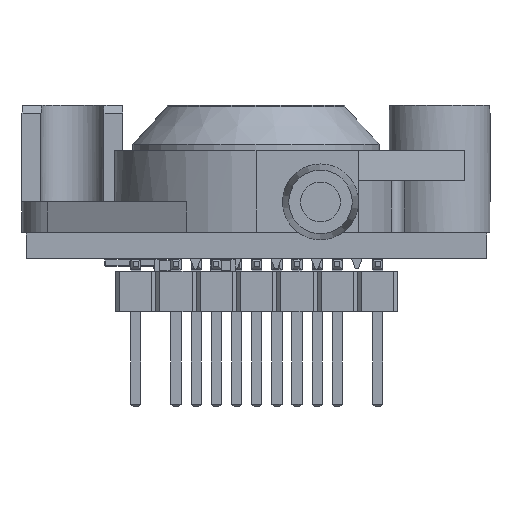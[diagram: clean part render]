
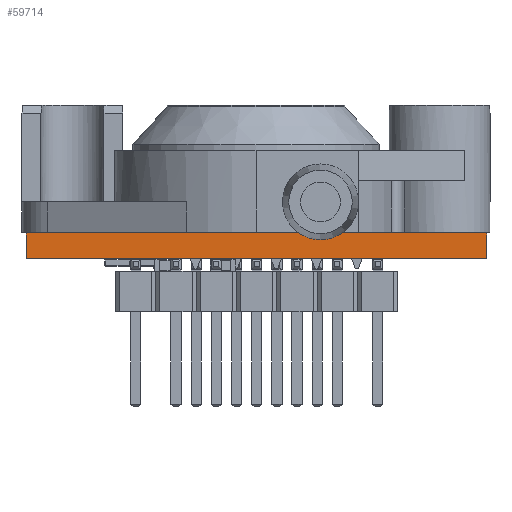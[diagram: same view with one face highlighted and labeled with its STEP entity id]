
A CAD part, front view. The second image highlights one B-rep face of the part: STEP entity #59714.
In plain terms, the highlighted planar face has unit normal (0, -1, 0).
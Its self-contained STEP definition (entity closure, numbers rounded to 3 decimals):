
#59714 = ADVANCED_FACE('',(#59715),#59729,.F.);
#59715 = FACE_BOUND('',#59716,.F.);
#59716 = EDGE_LOOP('',(#59717,#59752,#59780,#59808));
#59717 = ORIENTED_EDGE('',*,*,#59718,.T.);
#59718 = EDGE_CURVE('',#59719,#59721,#59723,.T.);
#59719 = VERTEX_POINT('',#59720);
#59720 = CARTESIAN_POINT('',(98.45,-59.58,0.));
#59721 = VERTEX_POINT('',#59722);
#59722 = CARTESIAN_POINT('',(98.45,-59.58,1.6));
#59723 = SURFACE_CURVE('',#59724,(#59728,#59740),.PCURVE_S1.);
#59724 = LINE('',#59725,#59726);
#59725 = CARTESIAN_POINT('',(98.45,-59.58,0.));
#59726 = VECTOR('',#59727,1.);
#59727 = DIRECTION('',(0.,0.,1.));
#59728 = PCURVE('',#59729,#59734);
#59729 = PLANE('',#59730);
#59730 = AXIS2_PLACEMENT_3D('',#59731,#59732,#59733);
#59731 = CARTESIAN_POINT('',(98.45,-59.58,0.));
#59732 = DIRECTION('',(0.,1.,0.));
#59733 = DIRECTION('',(1.,0.,0.));
#59734 = DEFINITIONAL_REPRESENTATION('',(#59735),#59739);
#59735 = LINE('',#59736,#59737);
#59736 = CARTESIAN_POINT('',(0.,0.));
#59737 = VECTOR('',#59738,1.);
#59738 = DIRECTION('',(0.,-1.));
#59739 = ( GEOMETRIC_REPRESENTATION_CONTEXT(2) 
PARAMETRIC_REPRESENTATION_CONTEXT() REPRESENTATION_CONTEXT('2D SPACE',''
  ) );
#59740 = PCURVE('',#59741,#59746);
#59741 = PLANE('',#59742);
#59742 = AXIS2_PLACEMENT_3D('',#59743,#59744,#59745);
#59743 = CARTESIAN_POINT('',(98.45,-37.08,0.));
#59744 = DIRECTION('',(1.,0.,-0.));
#59745 = DIRECTION('',(0.,-1.,0.));
#59746 = DEFINITIONAL_REPRESENTATION('',(#59747),#59751);
#59747 = LINE('',#59748,#59749);
#59748 = CARTESIAN_POINT('',(22.5,0.));
#59749 = VECTOR('',#59750,1.);
#59750 = DIRECTION('',(0.,-1.));
#59751 = ( GEOMETRIC_REPRESENTATION_CONTEXT(2) 
PARAMETRIC_REPRESENTATION_CONTEXT() REPRESENTATION_CONTEXT('2D SPACE',''
  ) );
#59752 = ORIENTED_EDGE('',*,*,#59753,.T.);
#59753 = EDGE_CURVE('',#59721,#59754,#59756,.T.);
#59754 = VERTEX_POINT('',#59755);
#59755 = CARTESIAN_POINT('',(127.45,-59.58,1.6));
#59756 = SURFACE_CURVE('',#59757,(#59761,#59768),.PCURVE_S1.);
#59757 = LINE('',#59758,#59759);
#59758 = CARTESIAN_POINT('',(98.45,-59.58,1.6));
#59759 = VECTOR('',#59760,1.);
#59760 = DIRECTION('',(1.,0.,0.));
#59761 = PCURVE('',#59729,#59762);
#59762 = DEFINITIONAL_REPRESENTATION('',(#59763),#59767);
#59763 = LINE('',#59764,#59765);
#59764 = CARTESIAN_POINT('',(0.,-1.6));
#59765 = VECTOR('',#59766,1.);
#59766 = DIRECTION('',(1.,0.));
#59767 = ( GEOMETRIC_REPRESENTATION_CONTEXT(2) 
PARAMETRIC_REPRESENTATION_CONTEXT() REPRESENTATION_CONTEXT('2D SPACE',''
  ) );
#59768 = PCURVE('',#59769,#59774);
#59769 = PLANE('',#59770);
#59770 = AXIS2_PLACEMENT_3D('',#59771,#59772,#59773);
#59771 = CARTESIAN_POINT('',(98.45,-59.58,1.6));
#59772 = DIRECTION('',(0.,0.,-1.));
#59773 = DIRECTION('',(-1.,0.,-0.));
#59774 = DEFINITIONAL_REPRESENTATION('',(#59775),#59779);
#59775 = LINE('',#59776,#59777);
#59776 = CARTESIAN_POINT('',(0.,0.));
#59777 = VECTOR('',#59778,1.);
#59778 = DIRECTION('',(-1.,0.));
#59779 = ( GEOMETRIC_REPRESENTATION_CONTEXT(2) 
PARAMETRIC_REPRESENTATION_CONTEXT() REPRESENTATION_CONTEXT('2D SPACE',''
  ) );
#59780 = ORIENTED_EDGE('',*,*,#59781,.F.);
#59781 = EDGE_CURVE('',#59782,#59754,#59784,.T.);
#59782 = VERTEX_POINT('',#59783);
#59783 = CARTESIAN_POINT('',(127.45,-59.58,0.));
#59784 = SURFACE_CURVE('',#59785,(#59789,#59796),.PCURVE_S1.);
#59785 = LINE('',#59786,#59787);
#59786 = CARTESIAN_POINT('',(127.45,-59.58,0.));
#59787 = VECTOR('',#59788,1.);
#59788 = DIRECTION('',(0.,0.,1.));
#59789 = PCURVE('',#59729,#59790);
#59790 = DEFINITIONAL_REPRESENTATION('',(#59791),#59795);
#59791 = LINE('',#59792,#59793);
#59792 = CARTESIAN_POINT('',(29.,0.));
#59793 = VECTOR('',#59794,1.);
#59794 = DIRECTION('',(0.,-1.));
#59795 = ( GEOMETRIC_REPRESENTATION_CONTEXT(2) 
PARAMETRIC_REPRESENTATION_CONTEXT() REPRESENTATION_CONTEXT('2D SPACE',''
  ) );
#59796 = PCURVE('',#59797,#59802);
#59797 = PLANE('',#59798);
#59798 = AXIS2_PLACEMENT_3D('',#59799,#59800,#59801);
#59799 = CARTESIAN_POINT('',(127.45,-59.58,0.));
#59800 = DIRECTION('',(-1.,0.,0.));
#59801 = DIRECTION('',(0.,1.,0.));
#59802 = DEFINITIONAL_REPRESENTATION('',(#59803),#59807);
#59803 = LINE('',#59804,#59805);
#59804 = CARTESIAN_POINT('',(0.,0.));
#59805 = VECTOR('',#59806,1.);
#59806 = DIRECTION('',(0.,-1.));
#59807 = ( GEOMETRIC_REPRESENTATION_CONTEXT(2) 
PARAMETRIC_REPRESENTATION_CONTEXT() REPRESENTATION_CONTEXT('2D SPACE',''
  ) );
#59808 = ORIENTED_EDGE('',*,*,#59809,.F.);
#59809 = EDGE_CURVE('',#59719,#59782,#59810,.T.);
#59810 = SURFACE_CURVE('',#59811,(#59815,#59822),.PCURVE_S1.);
#59811 = LINE('',#59812,#59813);
#59812 = CARTESIAN_POINT('',(98.45,-59.58,0.));
#59813 = VECTOR('',#59814,1.);
#59814 = DIRECTION('',(1.,0.,0.));
#59815 = PCURVE('',#59729,#59816);
#59816 = DEFINITIONAL_REPRESENTATION('',(#59817),#59821);
#59817 = LINE('',#59818,#59819);
#59818 = CARTESIAN_POINT('',(0.,0.));
#59819 = VECTOR('',#59820,1.);
#59820 = DIRECTION('',(1.,0.));
#59821 = ( GEOMETRIC_REPRESENTATION_CONTEXT(2) 
PARAMETRIC_REPRESENTATION_CONTEXT() REPRESENTATION_CONTEXT('2D SPACE',''
  ) );
#59822 = PCURVE('',#59823,#59828);
#59823 = PLANE('',#59824);
#59824 = AXIS2_PLACEMENT_3D('',#59825,#59826,#59827);
#59825 = CARTESIAN_POINT('',(98.45,-59.58,0.));
#59826 = DIRECTION('',(0.,0.,-1.));
#59827 = DIRECTION('',(-1.,0.,-0.));
#59828 = DEFINITIONAL_REPRESENTATION('',(#59829),#59833);
#59829 = LINE('',#59830,#59831);
#59830 = CARTESIAN_POINT('',(0.,0.));
#59831 = VECTOR('',#59832,1.);
#59832 = DIRECTION('',(-1.,0.));
#59833 = ( GEOMETRIC_REPRESENTATION_CONTEXT(2) 
PARAMETRIC_REPRESENTATION_CONTEXT() REPRESENTATION_CONTEXT('2D SPACE',''
  ) );
